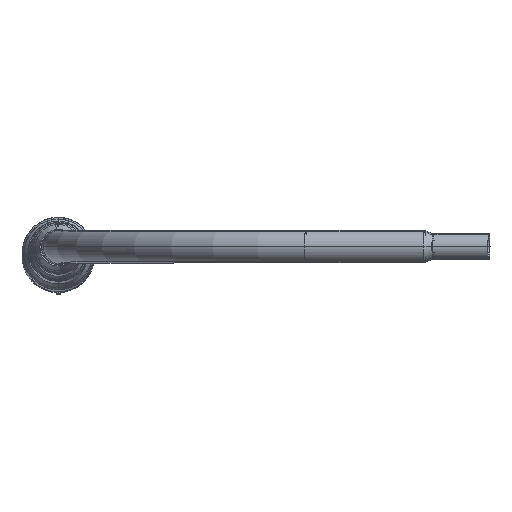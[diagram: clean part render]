
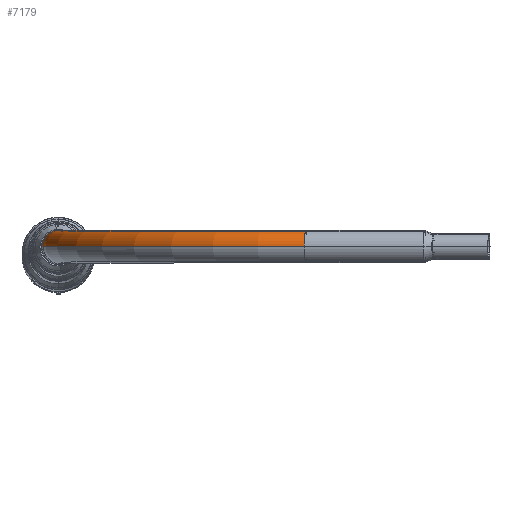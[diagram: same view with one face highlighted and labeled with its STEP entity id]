
A CAD part, top view. The second image highlights one B-rep face of the part: STEP entity #7179.
In plain terms, the highlighted toroidal (fillet/blend) face has major radius 630 mm and minor radius 38.05 mm.
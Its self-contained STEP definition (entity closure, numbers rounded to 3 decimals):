
#165 = AXIS2_PLACEMENT_3D ( 'NONE', #6554, #5896, #719 ) ;
#207 = EDGE_LOOP ( 'NONE', ( #1599, #4576, #8274, #3772 ) ) ;
#391 = VERTEX_POINT ( 'NONE', #4016 ) ;
#403 = CARTESIAN_POINT ( 'NONE',  ( 630., 835.259, 0. ) ) ;
#719 = DIRECTION ( 'NONE',  ( -1., 0., 0. ) ) ;
#856 = DIRECTION ( 'NONE',  ( 0., 1., 0. ) ) ;
#879 = DIRECTION ( 'NONE',  ( -1., 0., 0. ) ) ;
#1028 = EDGE_CURVE ( 'NONE', #6775, #391, #6102, .T. ) ;
#1559 = CARTESIAN_POINT ( 'NONE',  ( 578.408, 1424.956, 0. ) ) ;
#1569 = DIRECTION ( 'NONE',  ( 0., 0., -1. ) ) ;
#1599 = ORIENTED_EDGE ( 'NONE', *, *, #5494, .T. ) ;
#1659 = DIRECTION ( 'NONE',  ( 0., 0., -1. ) ) ;
#1966 = AXIS2_PLACEMENT_3D ( 'NONE', #5223, #6664, #8500 ) ;
#2157 = DIRECTION ( 'NONE',  ( -1., 0., 0. ) ) ;
#2299 = VERTEX_POINT ( 'NONE', #6070 ) ;
#2728 = AXIS2_PLACEMENT_3D ( 'NONE', #4960, #1659, #3589 ) ;
#3589 = DIRECTION ( 'NONE',  ( -1., 0., 0. ) ) ;
#3686 = AXIS2_PLACEMENT_3D ( 'NONE', #4221, #856, #2157 ) ;
#3772 = ORIENTED_EDGE ( 'NONE', *, *, #8540, .F. ) ;
#4016 = CARTESIAN_POINT ( 'NONE',  ( 571.776, 1500.766, 0. ) ) ;
#4221 = CARTESIAN_POINT ( 'NONE',  ( 0., 835.259, 0. ) ) ;
#4443 = AXIS2_PLACEMENT_3D ( 'NONE', #403, #1569, #879 ) ;
#4576 = ORIENTED_EDGE ( 'NONE', *, *, #1028, .T. ) ;
#4960 = CARTESIAN_POINT ( 'NONE',  ( 630., 835.259, 0. ) ) ;
#5205 = FACE_OUTER_BOUND ( 'NONE', #207, .T. ) ;
#5223 = CARTESIAN_POINT ( 'NONE',  ( 575.092, 1462.861, 0. ) ) ;
#5437 = CIRCLE ( 'NONE', #4443, 591.95 ) ;
#5494 = EDGE_CURVE ( 'NONE', #2299, #6775, #6357, .T. ) ;
#5896 = DIRECTION ( 'NONE',  ( 0., 0., -1. ) ) ;
#6070 = CARTESIAN_POINT ( 'NONE',  ( 38.05, 835.259, 0. ) ) ;
#6102 = CIRCLE ( 'NONE', #2728, 668.05 ) ;
#6333 = EDGE_CURVE ( 'NONE', #6988, #391, #7582, .T. ) ;
#6357 = CIRCLE ( 'NONE', #3686, 38.05 ) ;
#6436 = CARTESIAN_POINT ( 'NONE',  ( -38.05, 835.259, 0. ) ) ;
#6554 = CARTESIAN_POINT ( 'NONE',  ( 630., 835.259, 0. ) ) ;
#6664 = DIRECTION ( 'NONE',  ( 0.996, 0.087, 0. ) ) ;
#6775 = VERTEX_POINT ( 'NONE', #6436 ) ;
#6988 = VERTEX_POINT ( 'NONE', #1559 ) ;
#7179 = ADVANCED_FACE ( 'NONE', ( #5205 ), #8395, .T. ) ;
#7582 = CIRCLE ( 'NONE', #1966, 38.05 ) ;
#8274 = ORIENTED_EDGE ( 'NONE', *, *, #6333, .F. ) ;
#8395 = TOROIDAL_SURFACE ( 'NONE', #165, 630., 38.05 ) ;
#8500 = DIRECTION ( 'NONE',  ( -0.087, 0.996, 0. ) ) ;
#8540 = EDGE_CURVE ( 'NONE', #2299, #6988, #5437, .T. ) ;
